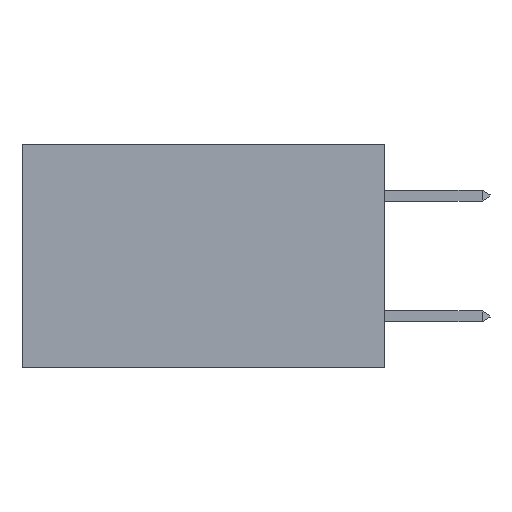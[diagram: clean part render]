
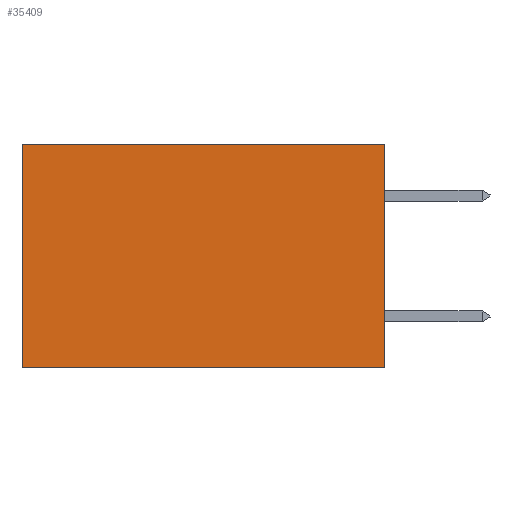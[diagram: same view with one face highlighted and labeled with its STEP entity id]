
A CAD part, left-side view. The second image highlights one B-rep face of the part: STEP entity #35409.
In plain terms, the highlighted planar face has unit normal (-1, 0, 0).
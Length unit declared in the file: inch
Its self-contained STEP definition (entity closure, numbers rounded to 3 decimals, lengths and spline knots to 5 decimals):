
#1166 = DIRECTION ( 'NONE',  ( 0., 0., -1. ) ) ;
#2561 = AXIS2_PLACEMENT_3D ( 'NONE', #11778, #6169, #26014 ) ;
#4017 = FACE_OUTER_BOUND ( 'NONE', #17072, .T. ) ;
#4486 = DIRECTION ( 'NONE',  ( 0., 0., -1. ) ) ;
#6169 = DIRECTION ( 'NONE',  ( 1., 0., 0. ) ) ;
#7154 = LINE ( 'NONE', #33101, #28849 ) ;
#10906 = VERTEX_POINT ( 'NONE', #20225 ) ;
#11525 = EDGE_CURVE ( 'NONE', #13942, #27236, #23222, .T. ) ;
#11778 = CARTESIAN_POINT ( 'NONE',  ( 0.2875, 0., 0. ) ) ;
#12458 = EDGE_CURVE ( 'NONE', #27236, #16866, #7154, .T. ) ;
#12876 = ORIENTED_EDGE ( 'NONE', *, *, #30913, .T. ) ;
#12905 = CARTESIAN_POINT ( 'NONE',  ( 0.2875, 0.6, 0. ) ) ;
#13942 = VERTEX_POINT ( 'NONE', #20359 ) ;
#16619 = ORIENTED_EDGE ( 'NONE', *, *, #34178, .T. ) ;
#16775 = LINE ( 'NONE', #12905, #23434 ) ;
#16866 = VERTEX_POINT ( 'NONE', #18834 ) ;
#17072 = EDGE_LOOP ( 'NONE', ( #16619, #27840, #20927, #12876 ) ) ;
#17483 = PLANE ( 'NONE',  #2561 ) ;
#18834 = CARTESIAN_POINT ( 'NONE',  ( 0.2875, 0.6, -0.37 ) ) ;
#20225 = CARTESIAN_POINT ( 'NONE',  ( 0.2875, 0.6, 0. ) ) ;
#20359 = CARTESIAN_POINT ( 'NONE',  ( 0.2875, 0., 0. ) ) ;
#20927 = ORIENTED_EDGE ( 'NONE', *, *, #11525, .F. ) ;
#22039 = LINE ( 'NONE', #23737, #36082 ) ;
#22346 = VECTOR ( 'NONE', #1166, 39.37008 ) ;
#23222 = LINE ( 'NONE', #35102, #22346 ) ;
#23434 = VECTOR ( 'NONE', #4486, 39.37008 ) ;
#23737 = CARTESIAN_POINT ( 'NONE',  ( 0.2875, 0., 0. ) ) ;
#26014 = DIRECTION ( 'NONE',  ( 0., 0., -1. ) ) ;
#27236 = VERTEX_POINT ( 'NONE', #30793 ) ;
#27718 = DIRECTION ( 'NONE',  ( 0., 1., 0. ) ) ;
#27840 = ORIENTED_EDGE ( 'NONE', *, *, #12458, .F. ) ;
#28849 = VECTOR ( 'NONE', #27718, 39.37008 ) ;
#30793 = CARTESIAN_POINT ( 'NONE',  ( 0.2875, 0., -0.37 ) ) ;
#30913 = EDGE_CURVE ( 'NONE', #13942, #10906, #22039, .T. ) ;
#33101 = CARTESIAN_POINT ( 'NONE',  ( 0.2875, 0., -0.37 ) ) ;
#34178 = EDGE_CURVE ( 'NONE', #10906, #16866, #16775, .T. ) ;
#34991 = DIRECTION ( 'NONE',  ( 0., 1., 0. ) ) ;
#35102 = CARTESIAN_POINT ( 'NONE',  ( 0.2875, 0., 0. ) ) ;
#35409 = ADVANCED_FACE ( 'NONE', ( #4017 ), #17483, .F. ) ;
#36082 = VECTOR ( 'NONE', #34991, 39.37008 ) ;
